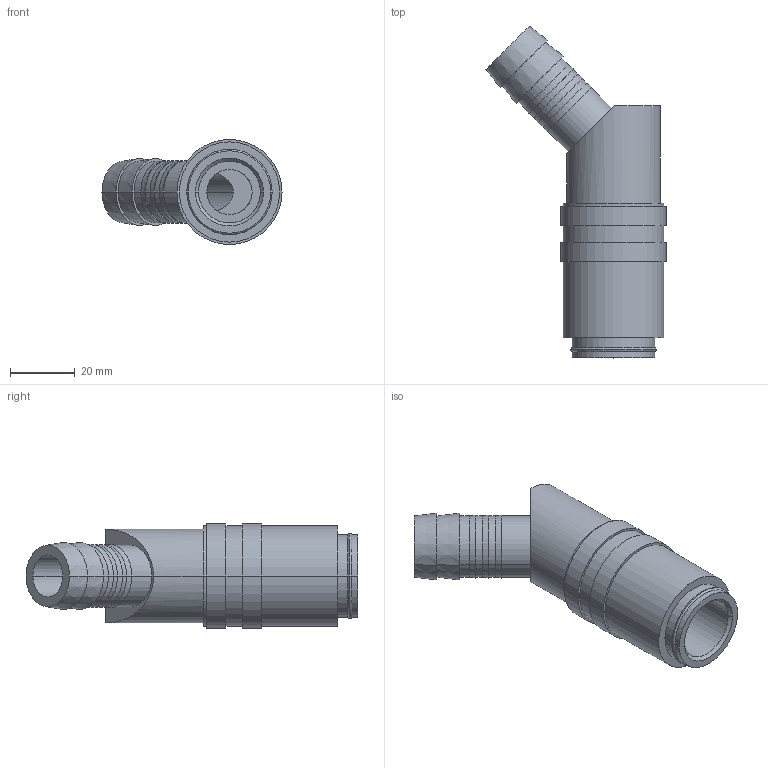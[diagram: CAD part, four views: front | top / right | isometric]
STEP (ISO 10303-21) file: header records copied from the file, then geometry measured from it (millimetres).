
FILE_DESCRIPTION(('STEP AP214'),'1');
FILE_NAME('eshg_19_tl-45ab.stp','2020-04-22T06:07:17',('TraceParts'),('TraceParts S.A.'),'Spatial InterOp 3D',' ',' ');
FILE_SCHEMA(('automotive_design'));
Length unit declared in the file: millimetre
Products named in the file (1): 1
Bounding box: 55.67 x 102.62 x 32.5 mm (x, y, z)
Volume: 43987.8 mm3; surface area: 16161.3 mm2
Topology: 1 solids, 1 shells, 63 faces, 129 edges, 81 vertices
Faces by surface type: cylinder 30, plane 17, cone 12, torus 4
Entity records: 2337 total; most frequent: CARTESIAN_POINT 404, DIRECTION 339, ORIENTED_EDGE 258, AXIS2_PLACEMENT_3D 148, EDGE_CURVE 129, VERTEX_POINT 81, CIRCLE 80, EDGE_LOOP 78
